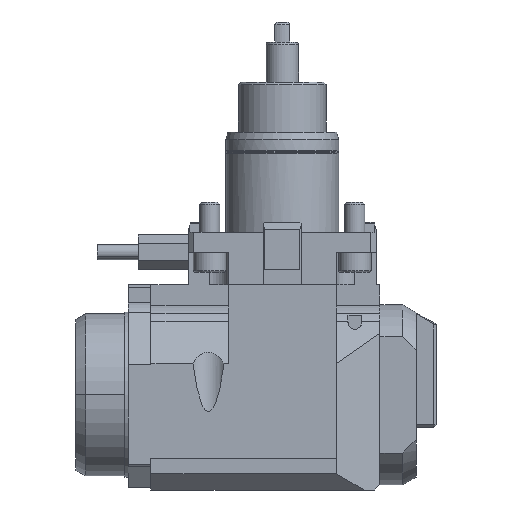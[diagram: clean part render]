
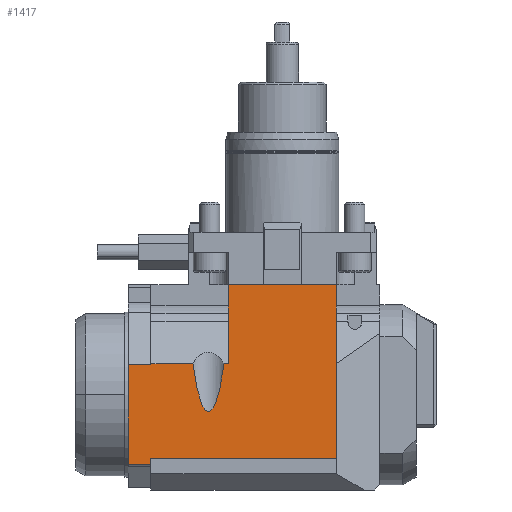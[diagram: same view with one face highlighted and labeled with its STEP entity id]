
A CAD part, front view. The second image highlights one B-rep face of the part: STEP entity #1417.
In plain terms, the highlighted planar face has unit normal (0, -1, 0).
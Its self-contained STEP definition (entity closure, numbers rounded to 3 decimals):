
#1181=CARTESIAN_POINT('',(-21.5,-38.,-21.));
#1182=VERTEX_POINT('',#1181);
#1189=CARTESIAN_POINT('',(21.5,-38.,-21.));
#1190=VERTEX_POINT('',#1189);
#1191=CARTESIAN_POINT('',(21.5,-38.,-21.));
#1192=DIRECTION('',(-1.,0.,0.));
#1193=VECTOR('',#1192,43.);
#1194=LINE('',#1191,#1193);
#1195=EDGE_CURVE('',#1190,#1182,#1194,.T.);
#1243=CARTESIAN_POINT('',(-52.5,-38.,-90.5));
#1244=VERTEX_POINT('',#1243);
#1259=CARTESIAN_POINT('',(21.5,-38.,-90.5));
#1260=VERTEX_POINT('',#1259);
#1267=CARTESIAN_POINT('',(-52.5,-38.,-90.5));
#1268=DIRECTION('',(1.,0.,-0.));
#1269=VECTOR('',#1268,74.);
#1270=LINE('',#1267,#1269);
#1271=EDGE_CURVE('',#1244,#1260,#1270,.T.);
#1323=CARTESIAN_POINT('',(39.,-38.,-65.));
#1324=DIRECTION('',(0.,-1.,-0.));
#1325=DIRECTION('',(1.,0.,0.));
#1326=AXIS2_PLACEMENT_3D('',#1323,#1324,#1325);
#1327=PLANE('',#1326);
#1328=ORIENTED_EDGE('',*,*,#1271,.T.);
#1329=CARTESIAN_POINT('',(21.5,-38.,-52.464));
#1330=VERTEX_POINT('',#1329);
#1331=CARTESIAN_POINT('',(21.5,-38.,-52.464));
#1332=DIRECTION('',(0.,0.,-1.));
#1333=VECTOR('',#1332,38.036);
#1334=LINE('',#1331,#1333);
#1335=EDGE_CURVE('',#1330,#1260,#1334,.T.);
#1336=ORIENTED_EDGE('',*,*,#1335,.F.);
#1337=CARTESIAN_POINT('',(21.5,-38.,-52.464));
#1338=DIRECTION('',(0.,0.,1.));
#1339=VECTOR('',#1338,31.464);
#1340=LINE('',#1337,#1339);
#1341=EDGE_CURVE('',#1330,#1190,#1340,.T.);
#1342=ORIENTED_EDGE('',*,*,#1341,.T.);
#1343=ORIENTED_EDGE('',*,*,#1195,.T.);
#1344=CARTESIAN_POINT('',(-21.5,-38.,-52.464));
#1345=VERTEX_POINT('',#1344);
#1346=CARTESIAN_POINT('',(-21.5,-38.,-21.));
#1347=DIRECTION('',(0.,0.,-1.));
#1348=VECTOR('',#1347,31.464);
#1349=LINE('',#1346,#1348);
#1350=EDGE_CURVE('',#1182,#1345,#1349,.T.);
#1351=ORIENTED_EDGE('',*,*,#1350,.T.);
#1352=CARTESIAN_POINT('',(-23.26,-38.,-52.464));
#1353=VERTEX_POINT('',#1352);
#1354=CARTESIAN_POINT('',(-21.5,-38.,-52.464));
#1355=DIRECTION('',(-1.,0.,0.));
#1356=VECTOR('',#1355,1.76);
#1357=LINE('',#1354,#1356);
#1358=EDGE_CURVE('',#1345,#1353,#1357,.T.);
#1359=ORIENTED_EDGE('',*,*,#1358,.T.);
#1360=CARTESIAN_POINT('',(-35.74,-38.,-52.464));
#1361=VERTEX_POINT('',#1360);
#1362=CARTESIAN_POINT('',(-29.5,-38.,-20.458));
#1363=DIRECTION('',(-0.,1.,0.));
#1364=DIRECTION('',(0.,0.,-1.));
#1365=AXIS2_PLACEMENT_3D('',#1362,#1363,#1364);
#1366=ELLIPSE('',#1365,51.14,8.);
#1367=EDGE_CURVE('',#1353,#1361,#1366,.T.);
#1368=ORIENTED_EDGE('',*,*,#1367,.T.);
#1369=CARTESIAN_POINT('',(-52.5,-38.,-52.464));
#1370=VERTEX_POINT('',#1369);
#1371=CARTESIAN_POINT('',(-35.74,-38.,-52.464));
#1372=DIRECTION('',(-1.,0.,0.));
#1373=VECTOR('',#1372,16.76);
#1374=LINE('',#1371,#1373);
#1375=EDGE_CURVE('',#1361,#1370,#1374,.T.);
#1376=ORIENTED_EDGE('',*,*,#1375,.T.);
#1377=CARTESIAN_POINT('',(-52.5,-38.,-53.));
#1378=VERTEX_POINT('',#1377);
#1379=CARTESIAN_POINT('',(-52.5,-38.,-52.464));
#1380=DIRECTION('',(0.,0.,-1.));
#1381=VECTOR('',#1380,0.536);
#1382=LINE('',#1379,#1381);
#1383=EDGE_CURVE('',#1370,#1378,#1382,.T.);
#1384=ORIENTED_EDGE('',*,*,#1383,.T.);
#1385=CARTESIAN_POINT('',(-61.5,-38.,-53.));
#1386=VERTEX_POINT('',#1385);
#1387=CARTESIAN_POINT('',(-52.5,-38.,-53.));
#1388=DIRECTION('',(-1.,-0.,0.));
#1389=VECTOR('',#1388,9.);
#1390=LINE('',#1387,#1389);
#1391=EDGE_CURVE('',#1378,#1386,#1390,.T.);
#1392=ORIENTED_EDGE('',*,*,#1391,.T.);
#1393=CARTESIAN_POINT('',(-61.5,-38.,-92.659));
#1394=VERTEX_POINT('',#1393);
#1395=CARTESIAN_POINT('',(-61.5,-38.,-53.));
#1396=DIRECTION('',(0.,0.,-1.));
#1397=VECTOR('',#1396,39.659);
#1398=LINE('',#1395,#1397);
#1399=EDGE_CURVE('',#1386,#1394,#1398,.T.);
#1400=ORIENTED_EDGE('',*,*,#1399,.T.);
#1401=CARTESIAN_POINT('',(-52.5,-38.,-92.659));
#1402=VERTEX_POINT('',#1401);
#1403=CARTESIAN_POINT('',(-61.5,-38.,-92.659));
#1404=DIRECTION('',(1.,0.,0.));
#1405=VECTOR('',#1404,9.);
#1406=LINE('',#1403,#1405);
#1407=EDGE_CURVE('',#1394,#1402,#1406,.T.);
#1408=ORIENTED_EDGE('',*,*,#1407,.T.);
#1409=CARTESIAN_POINT('',(-52.5,-38.,-92.659));
#1410=DIRECTION('',(0.,0.,1.));
#1411=VECTOR('',#1410,2.159);
#1412=LINE('',#1409,#1411);
#1413=EDGE_CURVE('',#1402,#1244,#1412,.T.);
#1414=ORIENTED_EDGE('',*,*,#1413,.T.);
#1415=EDGE_LOOP('',(#1328,#1336,#1342,#1343,#1351,#1359,#1368,#1376,#1384,#1392,#1400,#1408,#1414));
#1416=FACE_BOUND('',#1415,.T.);
#1417=ADVANCED_FACE('',(#1416),#1327,.T.);
